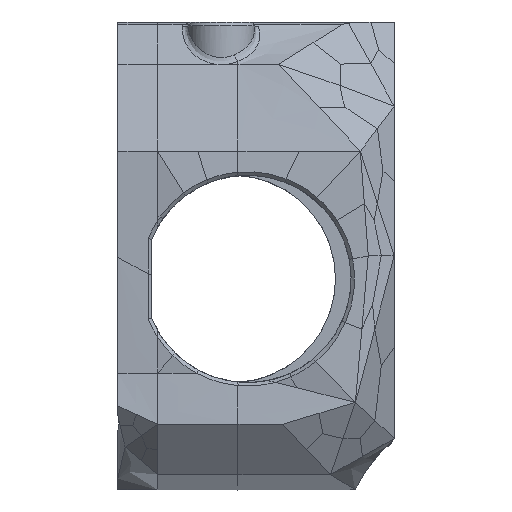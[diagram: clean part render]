
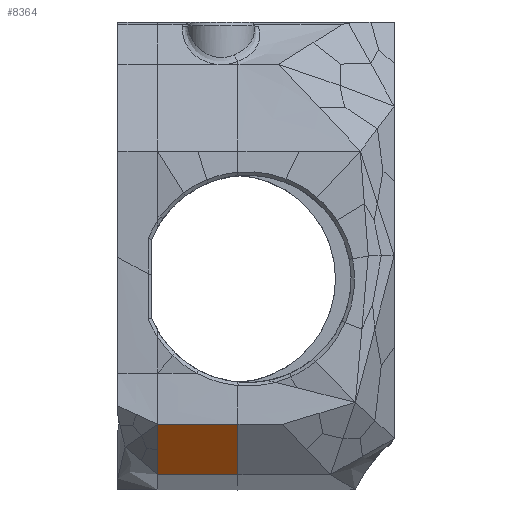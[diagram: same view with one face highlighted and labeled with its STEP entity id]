
A CAD part, left-side view. The second image highlights one B-rep face of the part: STEP entity #8364.
In plain terms, the highlighted free-form (B-spline) face has degree [3, 3] with [8, 8] control points.
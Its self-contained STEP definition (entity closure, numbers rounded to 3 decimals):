
#237=B_SPLINE_SURFACE_WITH_KNOTS('',3,3,((#22755,#22756,#22757,#22758,#22759,
#22760,#22761,#22762),(#22763,#22764,#22765,#22766,#22767,#22768,#22769,
#22770),(#22771,#22772,#22773,#22774,#22775,#22776,#22777,#22778),(#22779,
#22780,#22781,#22782,#22783,#22784,#22785,#22786),(#22787,#22788,#22789,
#22790,#22791,#22792,#22793,#22794),(#22795,#22796,#22797,#22798,#22799,
#22800,#22801,#22802),(#22803,#22804,#22805,#22806,#22807,#22808,#22809,
#22810),(#22811,#22812,#22813,#22814,#22815,#22816,#22817,#22818)),
 .UNSPECIFIED.,.F.,.F.,.F.,(4,2,1,1,4),(4,2,1,1,4),(0.,0.125,0.25,0.5,1.),
(0.,0.125,0.25,0.5,1.),.UNSPECIFIED.);
#1047=B_SPLINE_CURVE_WITH_KNOTS('',3,(#22314,#22315,#22316,#22317,#22318,
#22319,#22320,#22321),.UNSPECIFIED.,.F.,.F.,(4,2,1,1,4),(0.,0.125,0.25,
0.5,1.),.UNSPECIFIED.);
#1058=B_SPLINE_CURVE_WITH_KNOTS('',3,(#22820,#22821,#22822,#22823,#22824,
#22825,#22826),.UNSPECIFIED.,.F.,.F.,(4,2,1,4),(0.,0.125,0.25,0.5),
 .UNSPECIFIED.);
#1059=B_SPLINE_CURVE_WITH_KNOTS('',3,(#22827,#22828,#22829,#22830),
 .UNSPECIFIED.,.F.,.F.,(4,4),(0.5,1.),.UNSPECIFIED.);
#1060=B_SPLINE_CURVE_WITH_KNOTS('',3,(#22832,#22833,#22834,#22835,#22836,
#22837,#22838,#22839),.UNSPECIFIED.,.F.,.F.,(4,1,1,2,4),(-1.,-0.5,-0.25,
-0.125,0.),.UNSPECIFIED.);
#1061=B_SPLINE_CURVE_WITH_KNOTS('',3,(#22840,#22841,#22842,#22843,#22844,
#22845,#22846,#22847),.UNSPECIFIED.,.F.,.F.,(4,1,1,2,4),(-1.,-0.5,-0.25,
-0.125,0.),.UNSPECIFIED.);
#1712=FACE_OUTER_BOUND('',#2256,.T.);
#2256=EDGE_LOOP('',(#7350,#7351,#7352,#7353,#7354));
#3837=VERTEX_POINT('',#21587);
#3847=VERTEX_POINT('',#22309);
#3852=VERTEX_POINT('',#22736);
#3853=VERTEX_POINT('',#22819);
#3854=VERTEX_POINT('',#22831);
#5059=EDGE_CURVE('',#3837,#3847,#1047,.T.);
#5070=EDGE_CURVE('',#3852,#3853,#1058,.T.);
#5071=EDGE_CURVE('',#3853,#3837,#1059,.T.);
#5072=EDGE_CURVE('',#3847,#3854,#1060,.T.);
#5073=EDGE_CURVE('',#3854,#3852,#1061,.T.);
#7350=ORIENTED_EDGE('',*,*,#5070,.T.);
#7351=ORIENTED_EDGE('',*,*,#5071,.T.);
#7352=ORIENTED_EDGE('',*,*,#5059,.T.);
#7353=ORIENTED_EDGE('',*,*,#5072,.T.);
#7354=ORIENTED_EDGE('',*,*,#5073,.T.);
#8364=ADVANCED_FACE('',(#1712),#237,.T.);
#21587=CARTESIAN_POINT('',(-21.982,2.145,-71.367));
#22309=CARTESIAN_POINT('',(-21.982,-8.12,-71.367));
#22314=CARTESIAN_POINT('Ctrl Pts',(-21.982,2.145,-71.367));
#22315=CARTESIAN_POINT('Ctrl Pts',(-21.982,1.718,-71.367));
#22316=CARTESIAN_POINT('Ctrl Pts',(-21.982,1.29,-71.367));
#22317=CARTESIAN_POINT('Ctrl Pts',(-21.982,0.435,
-71.367));
#22318=CARTESIAN_POINT('Ctrl Pts',(-21.982,-0.849,
-71.367));
#22319=CARTESIAN_POINT('Ctrl Pts',(-21.982,-3.843,
-71.367));
#22320=CARTESIAN_POINT('Ctrl Pts',(-21.982,-6.409,
-71.367));
#22321=CARTESIAN_POINT('Ctrl Pts',(-21.982,-8.12,
-71.367));
#22736=CARTESIAN_POINT('',(-27.094,2.145,-64.945));
#22755=CARTESIAN_POINT('Ctrl Pts',(-27.094,2.145,-64.945));
#22756=CARTESIAN_POINT('Ctrl Pts',(-27.094,1.718,-64.945));
#22757=CARTESIAN_POINT('Ctrl Pts',(-27.094,1.29,-64.945));
#22758=CARTESIAN_POINT('Ctrl Pts',(-27.094,0.435,
-64.945));
#22759=CARTESIAN_POINT('Ctrl Pts',(-27.094,-0.849,
-64.945));
#22760=CARTESIAN_POINT('Ctrl Pts',(-27.094,-3.843,
-64.945));
#22761=CARTESIAN_POINT('Ctrl Pts',(-27.094,-6.409,
-64.945));
#22762=CARTESIAN_POINT('Ctrl Pts',(-27.094,-8.12,
-64.945));
#22763=CARTESIAN_POINT('Ctrl Pts',(-26.881,2.145,-65.213));
#22764=CARTESIAN_POINT('Ctrl Pts',(-26.903,1.761,-65.186));
#22765=CARTESIAN_POINT('Ctrl Pts',(-26.881,1.29,-65.213));
#22766=CARTESIAN_POINT('Ctrl Pts',(-26.881,0.435,
-65.213));
#22767=CARTESIAN_POINT('Ctrl Pts',(-26.881,-0.849,
-65.213));
#22768=CARTESIAN_POINT('Ctrl Pts',(-26.881,-3.843,
-65.213));
#22769=CARTESIAN_POINT('Ctrl Pts',(-26.881,-6.409,
-65.213));
#22770=CARTESIAN_POINT('Ctrl Pts',(-26.881,-8.12,
-65.213));
#22771=CARTESIAN_POINT('Ctrl Pts',(-26.668,2.145,-65.481));
#22772=CARTESIAN_POINT('Ctrl Pts',(-26.668,1.718,-65.481));
#22773=CARTESIAN_POINT('Ctrl Pts',(-26.668,1.29,-65.481));
#22774=CARTESIAN_POINT('Ctrl Pts',(-26.668,0.435,
-65.481));
#22775=CARTESIAN_POINT('Ctrl Pts',(-26.668,-0.849,
-65.481));
#22776=CARTESIAN_POINT('Ctrl Pts',(-26.668,-3.843,
-65.481));
#22777=CARTESIAN_POINT('Ctrl Pts',(-26.668,-6.409,
-65.481));
#22778=CARTESIAN_POINT('Ctrl Pts',(-26.668,-8.12,
-65.481));
#22779=CARTESIAN_POINT('Ctrl Pts',(-26.242,2.145,-66.016));
#22780=CARTESIAN_POINT('Ctrl Pts',(-26.242,1.718,-66.016));
#22781=CARTESIAN_POINT('Ctrl Pts',(-26.242,1.29,-66.016));
#22782=CARTESIAN_POINT('Ctrl Pts',(-26.242,0.435,
-66.016));
#22783=CARTESIAN_POINT('Ctrl Pts',(-26.242,-0.849,
-66.016));
#22784=CARTESIAN_POINT('Ctrl Pts',(-26.242,-3.843,
-66.016));
#22785=CARTESIAN_POINT('Ctrl Pts',(-26.242,-6.409,
-66.016));
#22786=CARTESIAN_POINT('Ctrl Pts',(-26.242,-8.12,
-66.016));
#22787=CARTESIAN_POINT('Ctrl Pts',(-25.603,2.145,-66.818));
#22788=CARTESIAN_POINT('Ctrl Pts',(-25.603,1.718,-66.818));
#22789=CARTESIAN_POINT('Ctrl Pts',(-25.603,1.29,-66.818));
#22790=CARTESIAN_POINT('Ctrl Pts',(-25.603,0.435,
-66.818));
#22791=CARTESIAN_POINT('Ctrl Pts',(-25.603,-0.849,
-66.818));
#22792=CARTESIAN_POINT('Ctrl Pts',(-25.603,-3.843,
-66.818));
#22793=CARTESIAN_POINT('Ctrl Pts',(-25.603,-6.409,
-66.818));
#22794=CARTESIAN_POINT('Ctrl Pts',(-25.603,-8.12,
-66.818));
#22795=CARTESIAN_POINT('Ctrl Pts',(-24.112,2.145,-68.692));
#22796=CARTESIAN_POINT('Ctrl Pts',(-24.112,1.718,-68.692));
#22797=CARTESIAN_POINT('Ctrl Pts',(-24.112,1.29,-68.692));
#22798=CARTESIAN_POINT('Ctrl Pts',(-24.112,0.435,
-68.692));
#22799=CARTESIAN_POINT('Ctrl Pts',(-24.112,-0.849,
-68.692));
#22800=CARTESIAN_POINT('Ctrl Pts',(-24.112,-3.843,-68.692));
#22801=CARTESIAN_POINT('Ctrl Pts',(-24.112,-6.409,
-68.692));
#22802=CARTESIAN_POINT('Ctrl Pts',(-24.112,-8.12,
-68.692));
#22803=CARTESIAN_POINT('Ctrl Pts',(-22.834,2.145,-70.297));
#22804=CARTESIAN_POINT('Ctrl Pts',(-22.834,1.718,-70.297));
#22805=CARTESIAN_POINT('Ctrl Pts',(-22.834,1.29,-70.297));
#22806=CARTESIAN_POINT('Ctrl Pts',(-22.834,0.435,
-70.297));
#22807=CARTESIAN_POINT('Ctrl Pts',(-22.834,-0.849,
-70.297));
#22808=CARTESIAN_POINT('Ctrl Pts',(-22.834,-3.843,
-70.297));
#22809=CARTESIAN_POINT('Ctrl Pts',(-22.834,-6.409,
-70.297));
#22810=CARTESIAN_POINT('Ctrl Pts',(-22.834,-8.12,
-70.297));
#22811=CARTESIAN_POINT('Ctrl Pts',(-21.982,2.145,-71.367));
#22812=CARTESIAN_POINT('Ctrl Pts',(-21.982,1.718,-71.367));
#22813=CARTESIAN_POINT('Ctrl Pts',(-21.982,1.29,-71.367));
#22814=CARTESIAN_POINT('Ctrl Pts',(-21.982,0.435,
-71.367));
#22815=CARTESIAN_POINT('Ctrl Pts',(-21.982,-0.849,
-71.367));
#22816=CARTESIAN_POINT('Ctrl Pts',(-21.982,-3.843,
-71.367));
#22817=CARTESIAN_POINT('Ctrl Pts',(-21.982,-6.409,
-71.367));
#22818=CARTESIAN_POINT('Ctrl Pts',(-21.982,-8.12,
-71.367));
#22819=CARTESIAN_POINT('',(-24.538,2.145,-68.156));
#22820=CARTESIAN_POINT('Ctrl Pts',(-27.094,2.145,-64.945));
#22821=CARTESIAN_POINT('Ctrl Pts',(-26.881,2.145,-65.213));
#22822=CARTESIAN_POINT('Ctrl Pts',(-26.668,2.145,-65.481));
#22823=CARTESIAN_POINT('Ctrl Pts',(-26.242,2.145,-66.016));
#22824=CARTESIAN_POINT('Ctrl Pts',(-25.603,2.145,-66.818));
#22825=CARTESIAN_POINT('Ctrl Pts',(-24.964,2.145,-67.621));
#22826=CARTESIAN_POINT('Ctrl Pts',(-24.538,2.145,-68.156));
#22827=CARTESIAN_POINT('Ctrl Pts',(-24.538,2.145,-68.156));
#22828=CARTESIAN_POINT('Ctrl Pts',(-23.686,2.145,-69.227));
#22829=CARTESIAN_POINT('Ctrl Pts',(-22.834,2.145,-70.297));
#22830=CARTESIAN_POINT('Ctrl Pts',(-21.982,2.145,-71.367));
#22831=CARTESIAN_POINT('',(-27.094,-8.12,-64.945));
#22832=CARTESIAN_POINT('Ctrl Pts',(-21.982,-8.12,
-71.367));
#22833=CARTESIAN_POINT('Ctrl Pts',(-22.834,-8.12,
-70.297));
#22834=CARTESIAN_POINT('Ctrl Pts',(-24.112,-8.12,
-68.692));
#22835=CARTESIAN_POINT('Ctrl Pts',(-25.603,-8.12,
-66.818));
#22836=CARTESIAN_POINT('Ctrl Pts',(-26.242,-8.12,
-66.016));
#22837=CARTESIAN_POINT('Ctrl Pts',(-26.668,-8.12,
-65.481));
#22838=CARTESIAN_POINT('Ctrl Pts',(-26.881,-8.12,
-65.213));
#22839=CARTESIAN_POINT('Ctrl Pts',(-27.094,-8.12,
-64.945));
#22840=CARTESIAN_POINT('Ctrl Pts',(-27.094,-8.12,
-64.945));
#22841=CARTESIAN_POINT('Ctrl Pts',(-27.094,-6.409,
-64.945));
#22842=CARTESIAN_POINT('Ctrl Pts',(-27.094,-3.843,
-64.945));
#22843=CARTESIAN_POINT('Ctrl Pts',(-27.094,-0.849,
-64.945));
#22844=CARTESIAN_POINT('Ctrl Pts',(-27.094,0.435,
-64.945));
#22845=CARTESIAN_POINT('Ctrl Pts',(-27.094,1.29,-64.945));
#22846=CARTESIAN_POINT('Ctrl Pts',(-27.094,1.718,-64.945));
#22847=CARTESIAN_POINT('Ctrl Pts',(-27.094,2.145,-64.945));
